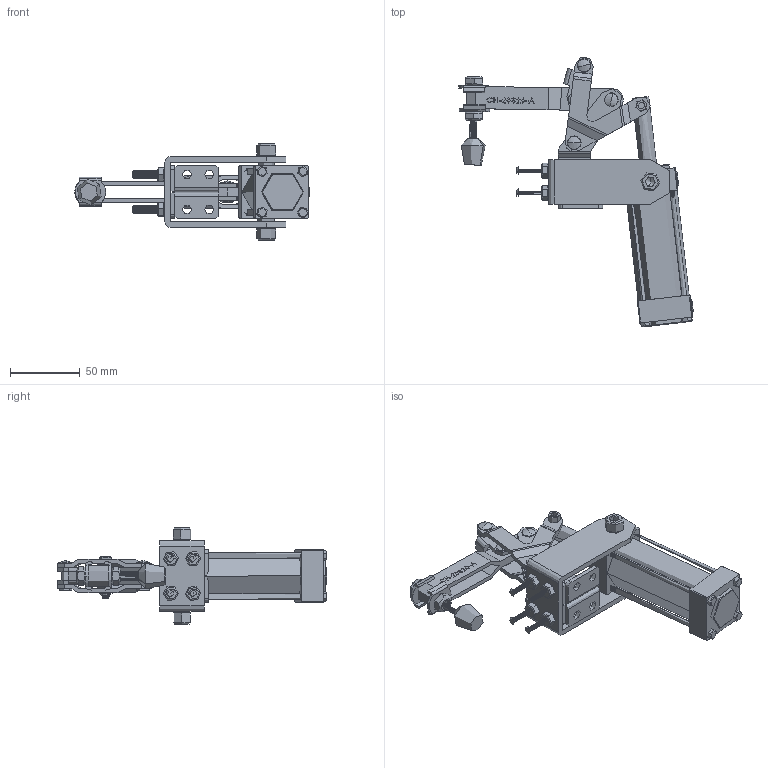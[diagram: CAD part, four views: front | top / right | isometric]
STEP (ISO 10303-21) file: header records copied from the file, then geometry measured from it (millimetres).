
FILE_DESCRIPTION (( 'STEP AP203' ), '1' );
FILE_NAME ('CH-20820-A.STEP', '2024-04-22T10:34:28', ( 'User' ), ( 'china' ), 'SwSTEP 2.0', 'SolidWorks 2018', '' );
FILE_SCHEMA (( 'CONFIG_CONTROL_DESIGN' ));
Length unit declared in the file: millimetre
Products named in the file (58): CH-FC-56212 NUT; M5-30; CH-20820-A-01; 12RIVET; Air cylinder-2; M6-30; CH-20820-A-03; G18黑; M8-15; CH-20820-01; 18RIVET; Air cylinder-1; CH-20820-02; CH-FW-516; M5NUT; Air cylinder-3; CH-20820-A; CH-20820-A-02; CH-FC-56212; M6; CH-20820-A-04
Assembly tree (56 placements, depth 2):
  CH-20820-A-01
  CH-20820-A-03
  G18黑
  CH-20820-01
  G18黑
Bounding box: 168.52 x 193.78 x 69 mm (x, y, z)
Volume: 219311.5 mm3; surface area: 102545.1 mm2
Topology: 38 solids, 40 shells, 2109 faces, 5780 edges, 3820 vertices
Faces by surface type: cylinder 1127, plane 539, bspline 239, cone 142, torus 54, sphere 8
Entity records: 91966 total; most frequent: CARTESIAN_POINT 53332, ORIENTED_EDGE 7956, DIRECTION 5446, EDGE_CURVE 3978, VERTEX_POINT 2622, AXIS2_PLACEMENT_3D 1822, LINE 1802, VECTOR 1802
